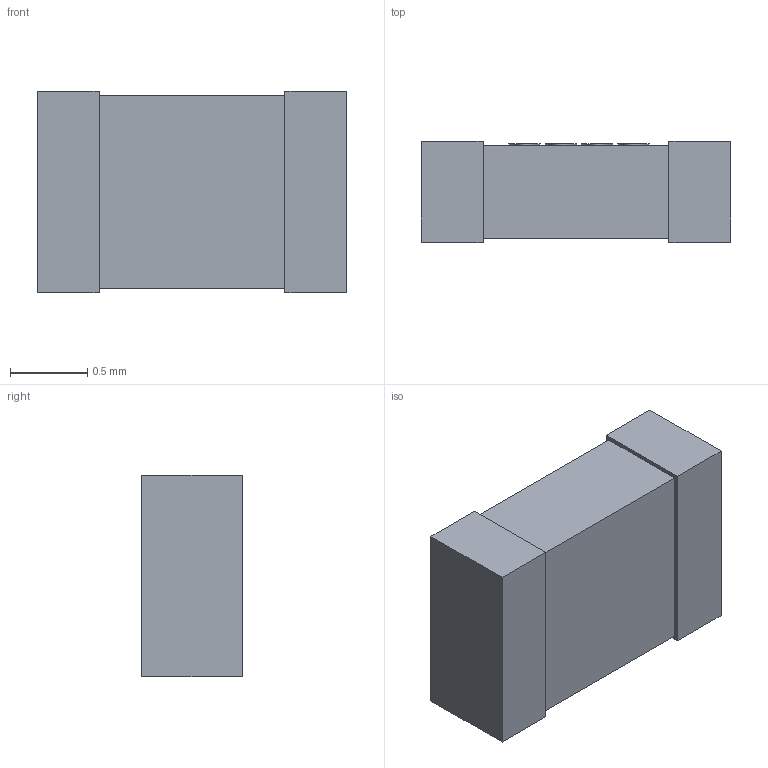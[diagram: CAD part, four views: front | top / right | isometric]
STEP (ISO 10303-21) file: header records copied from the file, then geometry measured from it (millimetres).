
FILE_DESCRIPTION (( 'STEP AP214' ), '1' );
FILE_NAME ('Resistor- 0805.STEP', '2015-02-12T09:20:04', ( '' ), ( '' ), 'SwSTEP 2.0', 'SolidWorks 2014', '' );
FILE_SCHEMA (( 'AUTOMOTIVE_DESIGN' ));
Length unit declared in the file: inch
Products named in the file (1): Resistor- 0805
Bounding box: 2 x 0.65 x 1.3 mm (x, y, z)
Volume: 1.6 mm3; surface area: 9.6 mm2
Topology: 1 solids, 1 shells, 73 faces, 183 edges, 122 vertices
Faces by surface type: bspline 43, plane 30
Entity records: 5556 total; most frequent: CARTESIAN_POINT 3110, ORIENTED_EDGE 366, EDGE_CURVE 183, DIRECTION 159, VERTEX_POINT 122, VECTOR 97, LINE 97, B_SPLINE_CURVE_WITH_KNOTS 86
